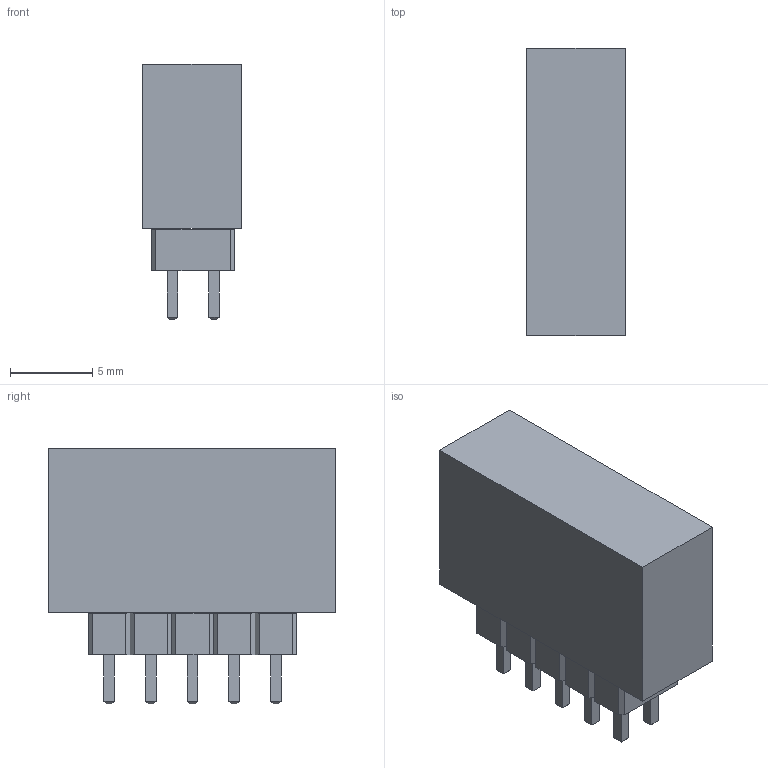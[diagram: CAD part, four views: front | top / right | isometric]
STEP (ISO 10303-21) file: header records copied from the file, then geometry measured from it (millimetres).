
FILE_DESCRIPTION(('FreeCAD Model'),'2;1');
FILE_NAME('PinHeader_2x05_P2.54mm_Vertical_mit_Stecker.step', '2020-06-11T14:49:59',('Author'),(''), 'Open CASCADE STEP processor 7.3','FreeCAD','Unknown');
FILE_SCHEMA(('AUTOMOTIVE_DESIGN { 1 0 10303 214 1 1 1 1 }'));
Length unit declared in the file: millimetre
Products named in the file (2): PinHeader_2x05_P254mm_Vertical; Body
Bounding box: 6 x 17.5 x 15.6 mm (x, y, z)
Volume: 1248.5 mm3; surface area: 1125.6 mm2
Topology: 2 solids, 2 shells, 220 faces, 508 edges, 312 vertices
Faces by surface type: plane 220
Entity records: 14126 total; most frequent: CARTESIAN_POINT 2057, DIRECTION 1966, LINE 1524, VECTOR 1524, ORIENTED_EDGE 1016, PCURVE 1016, DEFINITIONAL_REPRESENTATION 1016, EDGE_CURVE 508
